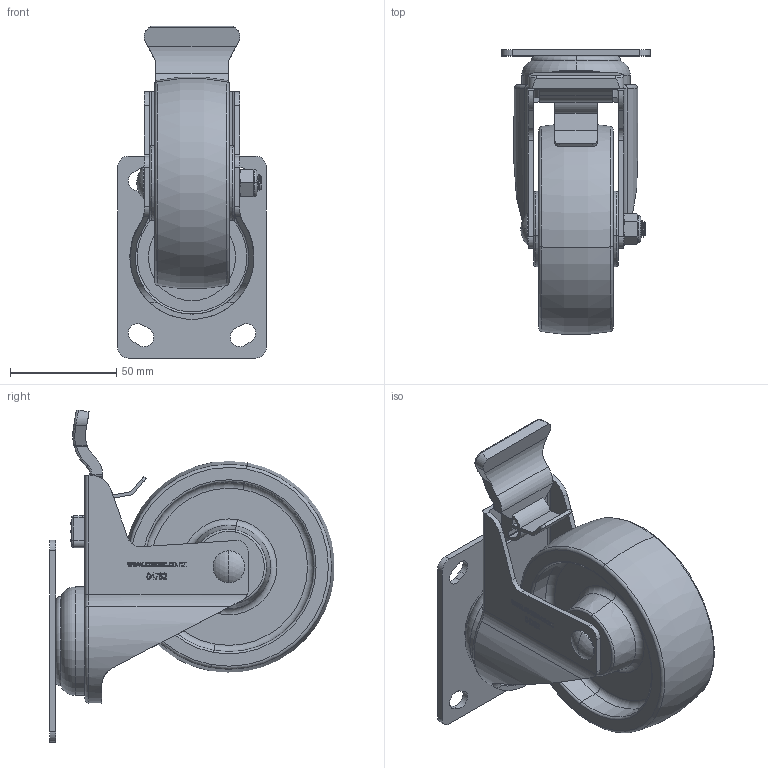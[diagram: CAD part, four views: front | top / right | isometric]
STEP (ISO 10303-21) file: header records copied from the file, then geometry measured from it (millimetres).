
FILE_DESCRIPTION (( 'STEP AP214' ), '1' );
FILE_NAME ('04762-Mounting Plate Castor Swivel and Brake Nylon Wheel Zinc Plated 100mm.STEP', '2019-08-21T04:17:52', ( '' ), ( '' ), 'SwSTEP 2.0', 'SolidWorks 2018', '' );
FILE_SCHEMA (( 'AUTOMOTIVE_DESIGN' ));
Length unit declared in the file: millimetre
Products named in the file (7): Brake; Bearing1_70mm; 04762-Mounting Plate Castor Swivel and Brake Nylon Wheel Zinc Plated 100mm; Wheel Nylon_100mm; Carriage_4762; M8 Nut_94645A210; M8 x 1.25 x 55mm Bolt_91287A158
Assembly tree (6 placements, depth 2):
  04762-Mounting Plate Castor Swivel and Brake Nylon Wheel Zinc Plated 100mm
    Carriage_4762
    M8 x 1.25 x 55mm Bolt_91287A158
    M8 Nut_94645A210
    Bearing1_70mm
    Brake
    Wheel Nylon_100mm
Bounding box: 70 x 134.18 x 156.34 mm (x, y, z)
Volume: 262999.4 mm3; surface area: 91332.2 mm2
Topology: 7 solids, 7 shells, 663 faces, 1697 edges, 1074 vertices
Faces by surface type: plane 250, cylinder 177, bspline 111, torus 62, cone 47, sphere 16
Entity records: 32198 total; most frequent: CARTESIAN_POINT 16792, ORIENTED_EDGE 3358, DIRECTION 2814, EDGE_CURVE 1679, VERTEX_POINT 1068, AXIS2_PLACEMENT_3D 967, LINE 880, VECTOR 880
